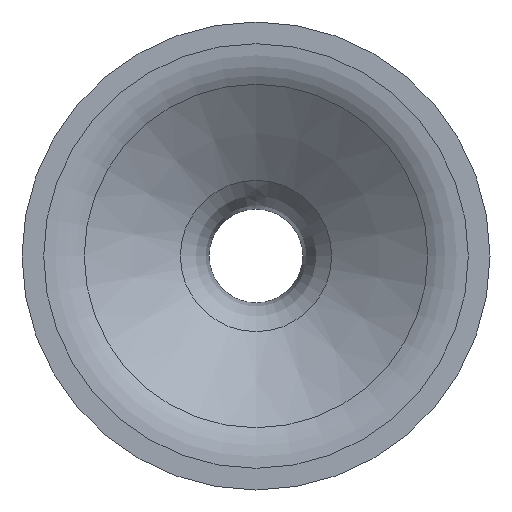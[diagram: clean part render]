
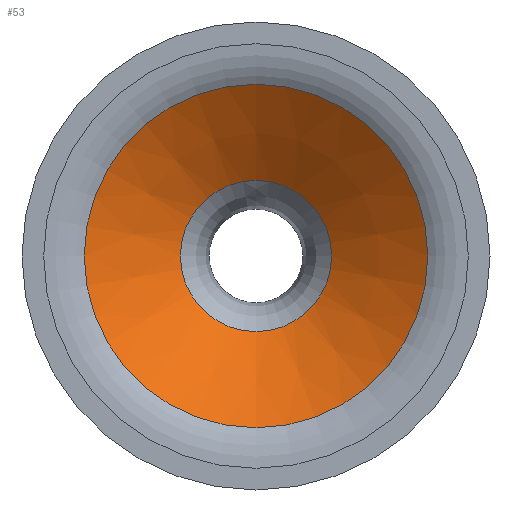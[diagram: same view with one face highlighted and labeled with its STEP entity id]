
A CAD part, left-side view. The second image highlights one B-rep face of the part: STEP entity #53.
In plain terms, the highlighted conical face has half-angle 54.219 degrees and reference radius 4.361 mm.
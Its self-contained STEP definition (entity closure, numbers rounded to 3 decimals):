
#53 = ADVANCED_FACE( '', ( #112, #113 ), #114, .F. );
#112 = FACE_OUTER_BOUND( '', #171, .T. );
#113 = FACE_BOUND( '', #172, .T. );
#114 = CONICAL_SURFACE( '', #173, 4.361, 0.946 );
#171 = EDGE_LOOP( '', ( #240 ) );
#172 = EDGE_LOOP( '', ( #241 ) );
#173 = AXIS2_PLACEMENT_3D( '', #242, #243, #244 );
#240 = ORIENTED_EDGE( '', *, *, #284, .T. );
#241 = ORIENTED_EDGE( '', *, *, #275, .F. );
#242 = CARTESIAN_POINT( '', ( -10.245, 0., 0. ) );
#243 = DIRECTION( '', ( -1., 0., 0. ) );
#244 = DIRECTION( '', ( 0., 0., 1. ) );
#275 = EDGE_CURVE( '', #304, #304, #305, .T. );
#284 = EDGE_CURVE( '', #319, #319, #320, .T. );
#304 = VERTEX_POINT( '', #343 );
#305 = CIRCLE( '', #344, 4.361 );
#319 = VERTEX_POINT( '', #358 );
#320 = CIRCLE( '', #359, 9.911 );
#343 = CARTESIAN_POINT( '', ( -10.245, 0., 4.361 ) );
#344 = AXIS2_PLACEMENT_3D( '', #382, #383, #384 );
#358 = CARTESIAN_POINT( '', ( -14.245, 0., 9.911 ) );
#359 = AXIS2_PLACEMENT_3D( '', #400, #401, #402 );
#382 = CARTESIAN_POINT( '', ( -10.245, 0., 0. ) );
#383 = DIRECTION( '', ( -1., 0., 0. ) );
#384 = DIRECTION( '', ( 0., 0., 1. ) );
#400 = CARTESIAN_POINT( '', ( -14.245, 0., 0. ) );
#401 = DIRECTION( '', ( -1., 0., 0. ) );
#402 = DIRECTION( '', ( 0., 0., 1. ) );
